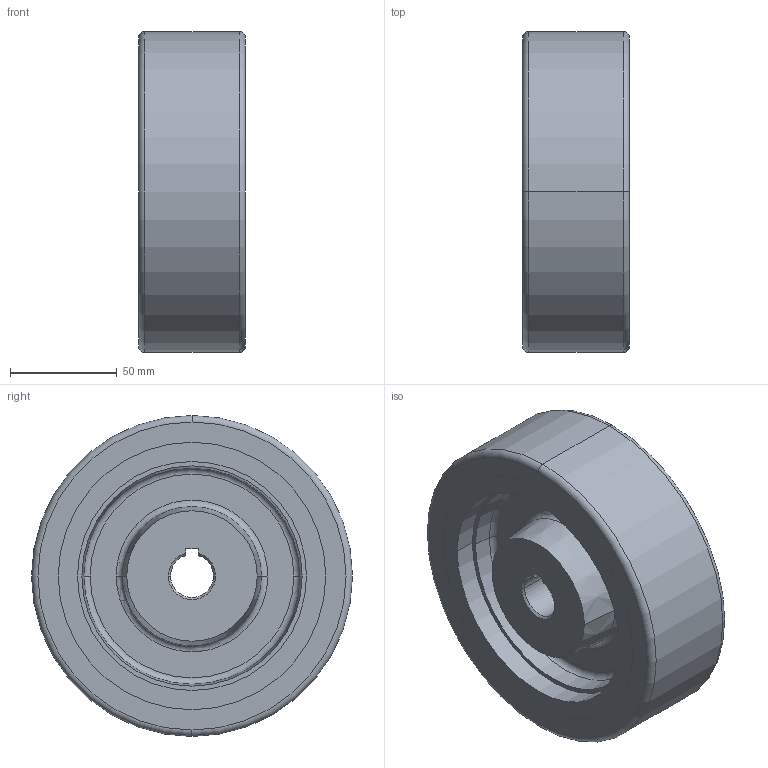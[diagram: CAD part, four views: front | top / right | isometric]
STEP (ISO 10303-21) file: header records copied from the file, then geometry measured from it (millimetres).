
FILE_DESCRIPTION (( 'STEP AP214' ), '1' );
FILE_NAME ('0031355.step', '2022-12-05T12:36:21', ( '' ), ( '' ), 'SwSTEP 2.0', 'SolidWorks 2020', '' );
FILE_SCHEMA (( 'AUTOMOTIVE_DESIGN' ));
Length unit declared in the file: millimetre
Products named in the file (1): 0031355
Bounding box: 50 x 150 x 150 mm (x, y, z)
Volume: 646791.9 mm3; surface area: 118917 mm2
Topology: 2 solids, 2 shells, 67 faces, 152 edges, 93 vertices
Faces by surface type: cylinder 16, plane 15, cone 14, torus 13, bspline 9
Entity records: 3282 total; most frequent: CARTESIAN_POINT 1631, ORIENTED_EDGE 304, DIRECTION 293, EDGE_CURVE 152, AXIS2_PLACEMENT_3D 125, VERTEX_POINT 93, EDGE_LOOP 75, FACE_OUTER_BOUND 67
